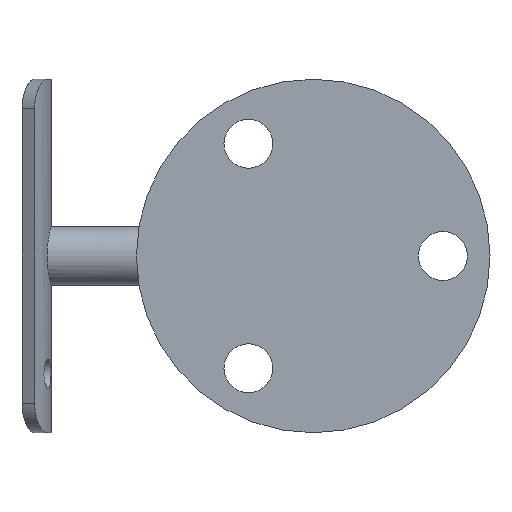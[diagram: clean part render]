
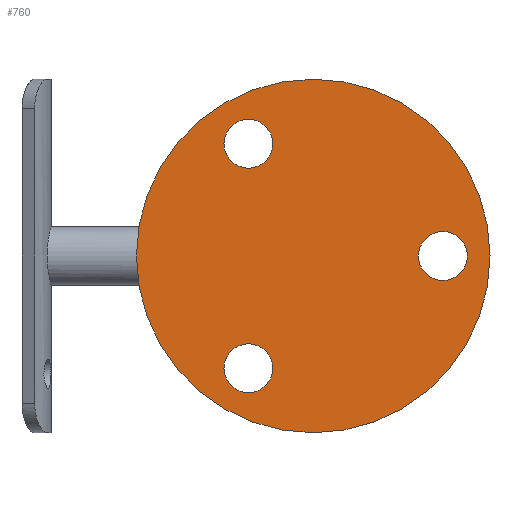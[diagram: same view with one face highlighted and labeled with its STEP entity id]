
A CAD part, left-side view. The second image highlights one B-rep face of the part: STEP entity #760.
In plain terms, the highlighted planar face has unit normal (-1, 0, 0).
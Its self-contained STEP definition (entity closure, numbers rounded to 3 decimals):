
#38 = VERTEX_POINT ( 'NONE', #854 ) ;
#41 = EDGE_CURVE ( 'NONE', #99, #553, #523, .T. ) ;
#45 = DIRECTION ( 'NONE',  ( 0., 0., -1. ) ) ;
#48 = CARTESIAN_POINT ( 'NONE',  ( 0., -22., 4.15 ) ) ;
#54 = VERTEX_POINT ( 'NONE', #1085 ) ;
#65 = DIRECTION ( 'NONE',  ( 0., 0., -1. ) ) ;
#99 = VERTEX_POINT ( 'NONE', #1225 ) ;
#107 = DIRECTION ( 'NONE',  ( 0., 0., -1. ) ) ;
#111 = CARTESIAN_POINT ( 'NONE',  ( 0., 11., -19.053 ) ) ;
#116 = CARTESIAN_POINT ( 'NONE',  ( 0., -22., -4.15 ) ) ;
#147 = CARTESIAN_POINT ( 'NONE',  ( 0., 11., -19.053 ) ) ;
#148 = ORIENTED_EDGE ( 'NONE', *, *, #512, .F. ) ;
#160 = DIRECTION ( 'NONE',  ( 0., 0., -1. ) ) ;
#214 = DIRECTION ( 'NONE',  ( 1., 0., 0. ) ) ;
#242 = AXIS2_PLACEMENT_3D ( 'NONE', #910, #790, #65 ) ;
#254 = DIRECTION ( 'NONE',  ( 1., 0., 0. ) ) ;
#269 = CARTESIAN_POINT ( 'NONE',  ( 0., 0., 0. ) ) ;
#289 = AXIS2_PLACEMENT_3D ( 'NONE', #269, #360, #374 ) ;
#315 = CIRCLE ( 'NONE', #242, 4.15 ) ;
#328 = DIRECTION ( 'NONE',  ( 0., 0., -1. ) ) ;
#344 = ORIENTED_EDGE ( 'NONE', *, *, #1016, .T. ) ;
#351 = ORIENTED_EDGE ( 'NONE', *, *, #797, .T. ) ;
#360 = DIRECTION ( 'NONE',  ( 1., 0., 0. ) ) ;
#374 = DIRECTION ( 'NONE',  ( 0., 0., -1. ) ) ;
#389 = AXIS2_PLACEMENT_3D ( 'NONE', #147, #645, #45 ) ;
#413 = CIRCLE ( 'NONE', #812, 4.15 ) ;
#414 = EDGE_CURVE ( 'NONE', #606, #532, #587, .T. ) ;
#454 = VERTEX_POINT ( 'NONE', #116 ) ;
#512 = EDGE_CURVE ( 'NONE', #38, #54, #1202, .T. ) ;
#523 = CIRCLE ( 'NONE', #912, 4.15 ) ;
#532 = VERTEX_POINT ( 'NONE', #622 ) ;
#553 = VERTEX_POINT ( 'NONE', #1235 ) ;
#566 = FACE_BOUND ( 'NONE', #1036, .T. ) ;
#587 = CIRCLE ( 'NONE', #1489, 4.15 ) ;
#606 = VERTEX_POINT ( 'NONE', #1290 ) ;
#610 = EDGE_CURVE ( 'NONE', #532, #606, #315, .T. ) ;
#622 = CARTESIAN_POINT ( 'NONE',  ( 0., 11., 23.203 ) ) ;
#645 = DIRECTION ( 'NONE',  ( 1., 0., 0. ) ) ;
#646 = EDGE_LOOP ( 'NONE', ( #821, #344 ) ) ;
#685 = CIRCLE ( 'NONE', #389, 4.15 ) ;
#691 = PLANE ( 'NONE',  #840 ) ;
#721 = CARTESIAN_POINT ( 'NONE',  ( 0., 0., 0. ) ) ;
#760 = ADVANCED_FACE ( 'NONE', ( #1189, #946, #566, #1441 ), #691, .F. ) ;
#790 = DIRECTION ( 'NONE',  ( 1., 0., 0. ) ) ;
#797 = EDGE_CURVE ( 'NONE', #1528, #454, #413, .T. ) ;
#812 = AXIS2_PLACEMENT_3D ( 'NONE', #1180, #1557, #107 ) ;
#821 = ORIENTED_EDGE ( 'NONE', *, *, #41, .T. ) ;
#840 = AXIS2_PLACEMENT_3D ( 'NONE', #721, #1575, #328 ) ;
#854 = CARTESIAN_POINT ( 'NONE',  ( 0., 0., 30. ) ) ;
#901 = AXIS2_PLACEMENT_3D ( 'NONE', #1102, #214, #1579 ) ;
#910 = CARTESIAN_POINT ( 'NONE',  ( 0., 11., 19.053 ) ) ;
#912 = AXIS2_PLACEMENT_3D ( 'NONE', #111, #1469, #1478 ) ;
#916 = ORIENTED_EDGE ( 'NONE', *, *, #414, .T. ) ;
#930 = DIRECTION ( 'NONE',  ( 0., 0., -1. ) ) ;
#946 = FACE_BOUND ( 'NONE', #646, .T. ) ;
#960 = CIRCLE ( 'NONE', #901, 4.15 ) ;
#1016 = EDGE_CURVE ( 'NONE', #553, #99, #685, .T. ) ;
#1034 = CARTESIAN_POINT ( 'NONE',  ( 0., 11., 19.053 ) ) ;
#1036 = EDGE_LOOP ( 'NONE', ( #916, #1306 ) ) ;
#1056 = EDGE_LOOP ( 'NONE', ( #1464, #351 ) ) ;
#1085 = CARTESIAN_POINT ( 'NONE',  ( 0., 0., -30. ) ) ;
#1102 = CARTESIAN_POINT ( 'NONE',  ( 0., -22., 0. ) ) ;
#1132 = CIRCLE ( 'NONE', #1551, 30. ) ;
#1175 = EDGE_CURVE ( 'NONE', #54, #38, #1132, .T. ) ;
#1180 = CARTESIAN_POINT ( 'NONE',  ( 0., -22., 0. ) ) ;
#1182 = DIRECTION ( 'NONE',  ( 1., 0., 0. ) ) ;
#1189 = FACE_BOUND ( 'NONE', #1056, .T. ) ;
#1202 = CIRCLE ( 'NONE', #289, 30. ) ;
#1225 = CARTESIAN_POINT ( 'NONE',  ( 0., 11., -23.203 ) ) ;
#1235 = CARTESIAN_POINT ( 'NONE',  ( 0., 11., -14.903 ) ) ;
#1264 = ORIENTED_EDGE ( 'NONE', *, *, #1175, .F. ) ;
#1290 = CARTESIAN_POINT ( 'NONE',  ( 0., 11., 14.903 ) ) ;
#1306 = ORIENTED_EDGE ( 'NONE', *, *, #610, .T. ) ;
#1354 = EDGE_CURVE ( 'NONE', #454, #1528, #960, .T. ) ;
#1362 = CARTESIAN_POINT ( 'NONE',  ( 0., 0., 0. ) ) ;
#1441 = FACE_OUTER_BOUND ( 'NONE', #1499, .T. ) ;
#1464 = ORIENTED_EDGE ( 'NONE', *, *, #1354, .T. ) ;
#1469 = DIRECTION ( 'NONE',  ( 1., 0., 0. ) ) ;
#1478 = DIRECTION ( 'NONE',  ( 0., 0., -1. ) ) ;
#1489 = AXIS2_PLACEMENT_3D ( 'NONE', #1034, #1182, #160 ) ;
#1499 = EDGE_LOOP ( 'NONE', ( #148, #1264 ) ) ;
#1528 = VERTEX_POINT ( 'NONE', #48 ) ;
#1551 = AXIS2_PLACEMENT_3D ( 'NONE', #1362, #254, #930 ) ;
#1557 = DIRECTION ( 'NONE',  ( 1., 0., 0. ) ) ;
#1575 = DIRECTION ( 'NONE',  ( 1., 0., 0. ) ) ;
#1579 = DIRECTION ( 'NONE',  ( 0., 0., -1. ) ) ;
